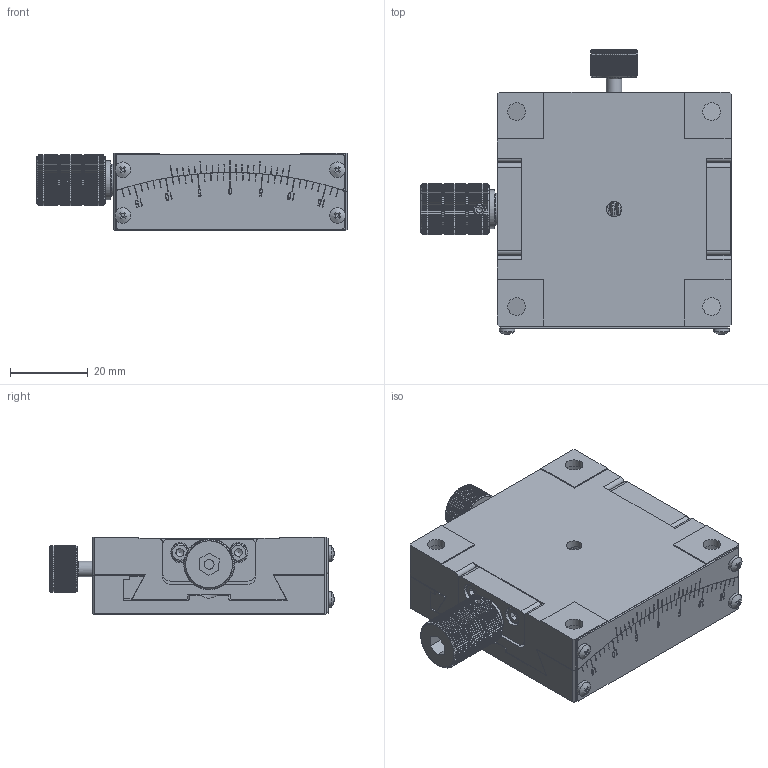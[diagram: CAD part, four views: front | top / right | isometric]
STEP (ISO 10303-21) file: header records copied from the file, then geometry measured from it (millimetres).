
FILE_DESCRIPTION (( 'STEP AP203' ), '1' );
FILE_NAME ('528942.STEP', '2024-11-12T09:44:02', ( 'Windows User' ), ( 'P R C' ), 'SwSTEP 2.0', 'SolidWorks 2020', '' );
FILE_SCHEMA (( 'CONFIG_CONTROL_DESIGN' ));
Length unit declared in the file: millimetre
Products named in the file (1): 528942
Bounding box: 79.55 x 72.96 x 20 mm (x, y, z)
Volume: 69593.6 mm3; surface area: 35946.7 mm2
Topology: 57 solids, 57 shells, 2301 faces, 5962 edges, 3817 vertices
Faces by surface type: plane 1221, cylinder 612, cone 330, bspline 138
Full cylindrical faces by diameter (mm): 1.6 x4, 2 x4, 2.05 x4, 2.1 x5, 2.5 x14, 3 x1, 3.3 x5, 4 x13, 4.5 x8, 6.5 x2, 7 x5, 8 x4, 8.2 x3, 10 x2
Entity records: 76095 total; most frequent: CARTESIAN_POINT 21959, ORIENTED_EDGE 11564, DIRECTION 10633, EDGE_CURVE 5782, VERTEX_POINT 3768, AXIS2_PLACEMENT_3D 3749, VECTOR 3135, LINE 3135
